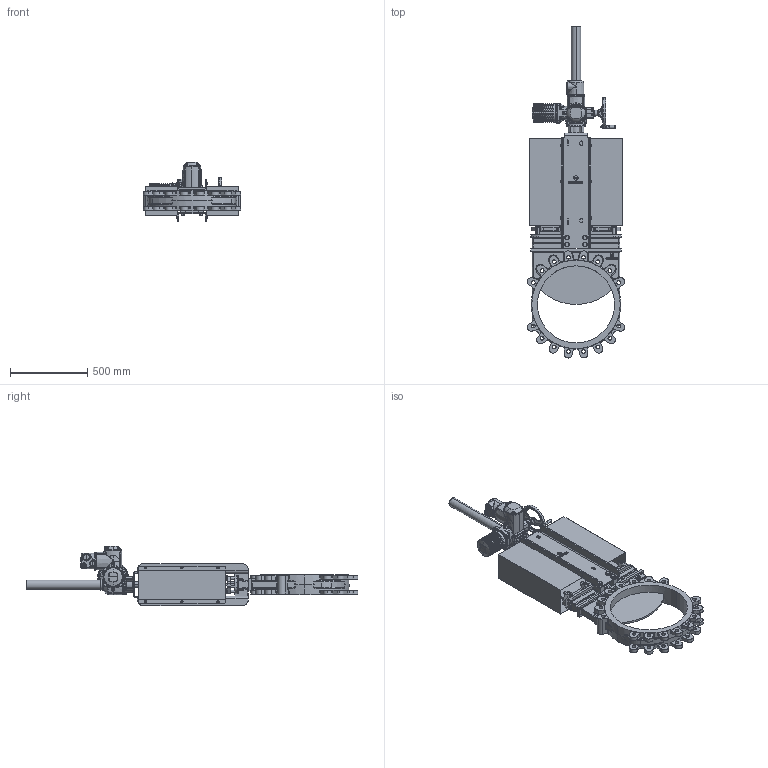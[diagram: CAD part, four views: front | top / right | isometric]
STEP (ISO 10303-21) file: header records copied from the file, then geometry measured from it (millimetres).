
FILE_DESCRIPTION (( 'STEP AP214' ), '1' );
FILE_NAME ('EB DN500_CAST IRON_ELECTRIC ACTUATOR.STEP', '2012-04-20T10:24:54', ( 'Usuario' ), ( '' ), 'SwSTEP 2.0', 'SolidWorks 2011', '' );
FILE_SCHEMA (( 'AUTOMOTIVE_DESIGN' ));
Length unit declared in the file: millimetre
Products named in the file (1): EB DN500_CAST IRON_ELECTRIC ACTUATOR
Bounding box: 631.15 x 2150.98 x 382.8 mm (x, y, z)
Surface area: 4798808.6 mm2 (no closed solid volume)
Topology: 0 solids, 137 shells, 2129 faces, 7651 edges, 5377 vertices
Faces by surface type: plane 627, bspline 607, cylinder 598, cone 171, torus 71, sphere 55
Entity records: 224470 total; most frequent: CARTESIAN_POINT 142333, ORIENTED_EDGE 11832, DIRECTION 10805, EDGE_CURVE 7613, VERTEX_POINT 5377, AXIS2_PLACEMENT_3D 4017, VECTOR 2771, LINE 2771
